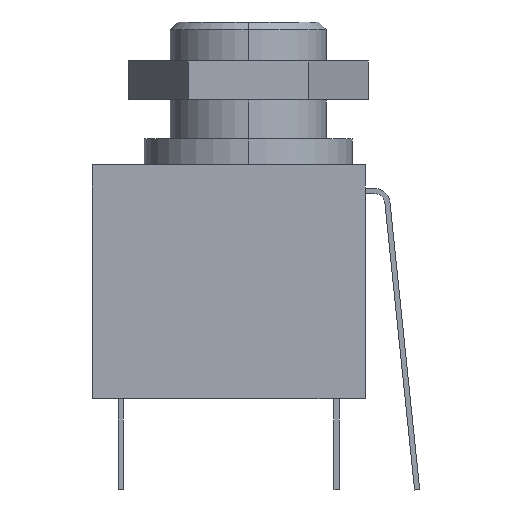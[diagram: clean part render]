
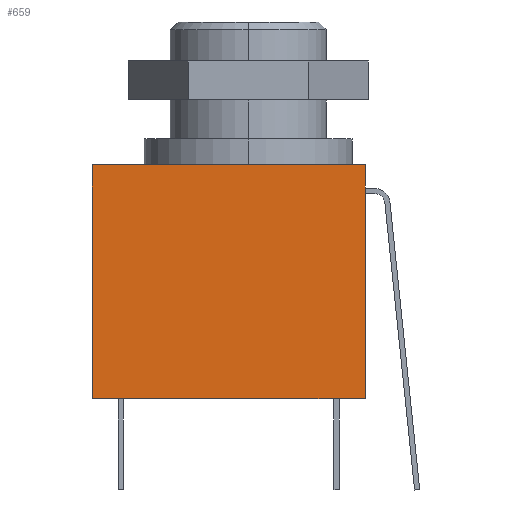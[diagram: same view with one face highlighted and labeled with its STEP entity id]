
A CAD part, left-side view. The second image highlights one B-rep face of the part: STEP entity #659.
In plain terms, the highlighted planar face has unit normal (-1, 0, 0).
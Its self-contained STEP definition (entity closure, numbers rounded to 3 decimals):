
#1=DIRECTION('',(0.,-1.,0.));
#2=VECTOR('',#1,10.5);
#3=CARTESIAN_POINT('',(-4.5,6.,0.));
#4=LINE('',#3,#2);
#49=DIRECTION('',(0.,0.,1.));
#50=VECTOR('',#49,9.);
#51=CARTESIAN_POINT('',(-4.5,6.,0.));
#52=LINE('',#51,#50);
#61=DIRECTION('',(0.,0.,1.));
#62=VECTOR('',#61,9.);
#63=CARTESIAN_POINT('',(-4.5,-4.5,0.));
#64=LINE('',#63,#62);
#81=DIRECTION('',(0.,-1.,0.));
#82=VECTOR('',#81,10.5);
#83=CARTESIAN_POINT('',(-4.5,6.,9.));
#84=LINE('',#83,#82);
#465=CARTESIAN_POINT('',(-4.5,6.,0.));
#466=CARTESIAN_POINT('',(-4.5,-4.5,0.));
#467=VERTEX_POINT('',#465);
#468=VERTEX_POINT('',#466);
#473=CARTESIAN_POINT('',(-4.5,6.,9.));
#474=CARTESIAN_POINT('',(-4.5,-4.5,9.));
#475=VERTEX_POINT('',#473);
#476=VERTEX_POINT('',#474);
#645=CARTESIAN_POINT('',(-4.5,6.,0.));
#646=DIRECTION('',(-1.,0.,0.));
#647=DIRECTION('',(0.,-1.,0.));
#648=AXIS2_PLACEMENT_3D('',#645,#646,#647);
#649=PLANE('',#648);
#650=ORIENTED_EDGE('',*,*,#614,.F.);
#652=ORIENTED_EDGE('',*,*,#651,.T.);
#654=ORIENTED_EDGE('',*,*,#653,.T.);
#656=ORIENTED_EDGE('',*,*,#655,.F.);
#657=EDGE_LOOP('',(#650,#652,#654,#656));
#658=FACE_OUTER_BOUND('',#657,.F.);
#659=ADVANCED_FACE('',(#658),#649,.T.);
#614=EDGE_CURVE('',#467,#468,#4,.T.);
#651=EDGE_CURVE('',#467,#475,#52,.T.);
#653=EDGE_CURVE('',#475,#476,#84,.T.);
#655=EDGE_CURVE('',#468,#476,#64,.T.);
